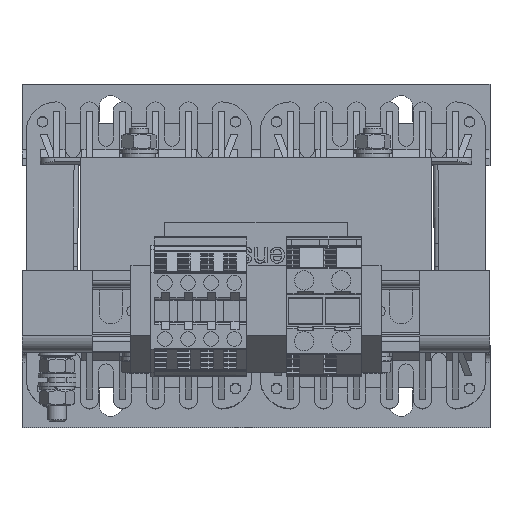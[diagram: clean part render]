
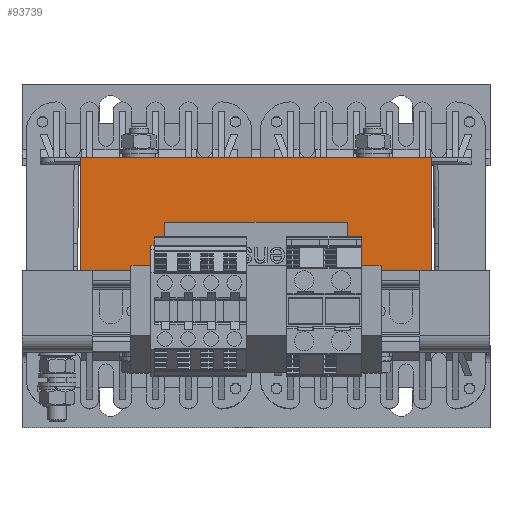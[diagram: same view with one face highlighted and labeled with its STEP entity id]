
A CAD part, top view. The second image highlights one B-rep face of the part: STEP entity #93739.
In plain terms, the highlighted planar face has unit normal (0, 0, 1).
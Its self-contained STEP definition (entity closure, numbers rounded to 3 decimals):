
#501=FACE_BOUND('',#11127,.T.);
#2241=PLANE('',#98632);
#6236=FACE_OUTER_BOUND('',#11126,.T.);
#11126=EDGE_LOOP('',(#62483,#62484,#62485,#62486));
#11127=EDGE_LOOP('',(#62487,#62488,#62489,#62490));
#18335=LINE('',#129880,#28348);
#18338=LINE('',#129886,#28351);
#18341=LINE('',#129892,#28354);
#18344=LINE('',#129896,#28357);
#18612=LINE('',#131909,#28625);
#18613=LINE('',#131911,#28626);
#18614=LINE('',#131913,#28627);
#18615=LINE('',#131914,#28628);
#28348=VECTOR('',#105694,10.);
#28351=VECTOR('',#105699,10.);
#28354=VECTOR('',#105704,10.);
#28357=VECTOR('',#105709,10.);
#28625=VECTOR('',#106219,10.);
#28626=VECTOR('',#106220,10.);
#28627=VECTOR('',#106221,10.);
#28628=VECTOR('',#106222,10.);
#38404=VERTEX_POINT('',#129877);
#38405=VERTEX_POINT('',#129879);
#38407=VERTEX_POINT('',#129885);
#38409=VERTEX_POINT('',#129891);
#38706=VERTEX_POINT('',#131907);
#38707=VERTEX_POINT('',#131908);
#38708=VERTEX_POINT('',#131910);
#38709=VERTEX_POINT('',#131912);
#47596=EDGE_CURVE('',#38404,#38405,#18335,.T.);
#47599=EDGE_CURVE('',#38405,#38407,#18338,.T.);
#47602=EDGE_CURVE('',#38407,#38409,#18341,.T.);
#47605=EDGE_CURVE('',#38409,#38404,#18344,.T.);
#48049=EDGE_CURVE('',#38706,#38707,#18612,.T.);
#48050=EDGE_CURVE('',#38707,#38708,#18613,.T.);
#48051=EDGE_CURVE('',#38708,#38709,#18614,.T.);
#48052=EDGE_CURVE('',#38706,#38709,#18615,.T.);
#62483=ORIENTED_EDGE('',*,*,#48049,.T.);
#62484=ORIENTED_EDGE('',*,*,#48050,.T.);
#62485=ORIENTED_EDGE('',*,*,#48051,.T.);
#62486=ORIENTED_EDGE('',*,*,#48052,.F.);
#62487=ORIENTED_EDGE('',*,*,#47605,.F.);
#62488=ORIENTED_EDGE('',*,*,#47602,.F.);
#62489=ORIENTED_EDGE('',*,*,#47599,.F.);
#62490=ORIENTED_EDGE('',*,*,#47596,.F.);
#93739=ADVANCED_FACE('',(#6236,#501),#2241,.T.);
#98632=AXIS2_PLACEMENT_3D('',#131906,#106217,#106218);
#105694=DIRECTION('',(-1.,0.,0.));
#105699=DIRECTION('',(0.,-1.,0.));
#105704=DIRECTION('',(1.,0.,0.));
#105709=DIRECTION('',(0.,1.,0.));
#106217=DIRECTION('center_axis',(0.,0.,
1.));
#106218=DIRECTION('ref_axis',(0.,-1.,0.));
#106219=DIRECTION('',(0.,1.,0.));
#106220=DIRECTION('',(-1.,0.,0.));
#106221=DIRECTION('',(0.,-1.,0.));
#106222=DIRECTION('',(-1.,0.,0.));
#129877=CARTESIAN_POINT('',(39.,14.,125.));
#129879=CARTESIAN_POINT('',(-39.,14.,125.));
#129880=CARTESIAN_POINT('',(39.,14.,125.));
#129885=CARTESIAN_POINT('',(-39.,-14.,125.));
#129886=CARTESIAN_POINT('',(-39.,14.,125.));
#129891=CARTESIAN_POINT('',(39.,-14.,125.));
#129892=CARTESIAN_POINT('',(-39.,-14.,125.));
#129896=CARTESIAN_POINT('',(39.,-14.,125.));
#131906=CARTESIAN_POINT('Origin',(-75.,40.,125.));
#131907=CARTESIAN_POINT('',(75.,-38.5,125.));
#131908=CARTESIAN_POINT('',(75.,41.5,125.));
#131909=CARTESIAN_POINT('',(75.,40.,125.));
#131910=CARTESIAN_POINT('',(-75.,41.5,125.));
#131911=CARTESIAN_POINT('',(-75.,41.5,125.));
#131912=CARTESIAN_POINT('',(-75.,-38.5,125.));
#131913=CARTESIAN_POINT('',(-75.,40.,125.));
#131914=CARTESIAN_POINT('',(-37.5,-38.5,125.));
